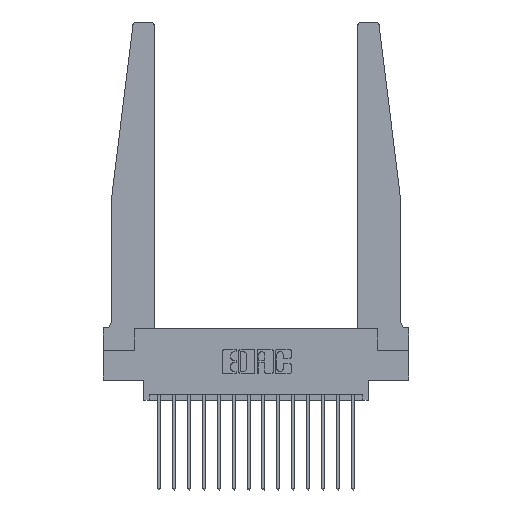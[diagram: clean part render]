
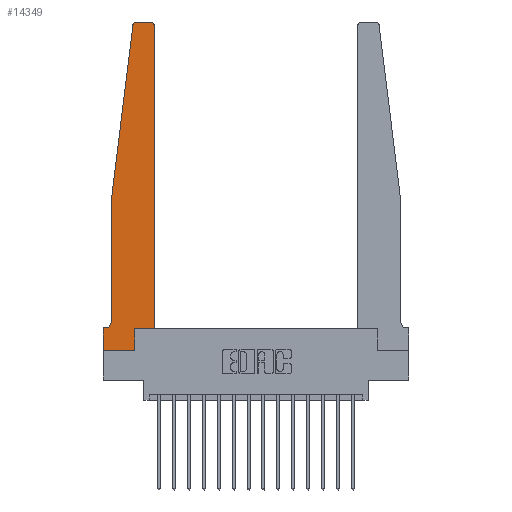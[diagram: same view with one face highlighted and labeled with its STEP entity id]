
A CAD part, top view. The second image highlights one B-rep face of the part: STEP entity #14349.
In plain terms, the highlighted planar face has unit normal (0, 0, 1).
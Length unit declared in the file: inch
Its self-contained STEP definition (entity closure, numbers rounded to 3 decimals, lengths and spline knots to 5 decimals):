
#180 = ORIENTED_EDGE ( 'NONE', *, *, #5902, .T. ) ;
#231 = AXIS2_PLACEMENT_3D ( 'NONE', #14500, #6227, #15878 ) ;
#567 = LINE ( 'NONE', #1123, #15246 ) ;
#596 = ORIENTED_EDGE ( 'NONE', *, *, #9282, .T. ) ;
#642 = CARTESIAN_POINT ( 'NONE',  ( 0.425, 2.72, 0.37 ) ) ;
#811 = DIRECTION ( 'NONE',  ( 1., 0., 0. ) ) ;
#813 = CARTESIAN_POINT ( 'NONE',  ( 0.065, 0.1875, 0.37 ) ) ;
#1123 = CARTESIAN_POINT ( 'NONE',  ( 0.2605, 0.18, 0.37 ) ) ;
#1648 = VECTOR ( 'NONE', #16689, 39.37008 ) ;
#1826 = CARTESIAN_POINT ( 'NONE',  ( 0.27653, 2.72, 0.37 ) ) ;
#1849 = CARTESIAN_POINT ( 'NONE',  ( 0., 0.1875, 0.37 ) ) ;
#2482 = DIRECTION ( 'NONE',  ( 0., 1., 0. ) ) ;
#2535 = VERTEX_POINT ( 'NONE', #16811 ) ;
#2594 = CARTESIAN_POINT ( 'NONE',  ( 0.395, 2.75, 0.37 ) ) ;
#2916 = CARTESIAN_POINT ( 'NONE',  ( 0.425, 0.18, 0.37 ) ) ;
#3172 = FACE_OUTER_BOUND ( 'NONE', #15566, .T. ) ;
#3195 = DIRECTION ( 'NONE',  ( 1., 0., 0. ) ) ;
#3361 = ORIENTED_EDGE ( 'NONE', *, *, #8052, .T. ) ;
#3372 = VERTEX_POINT ( 'NONE', #13412 ) ;
#3603 = DIRECTION ( 'NONE',  ( 1., 0., 0. ) ) ;
#4333 = CARTESIAN_POINT ( 'NONE',  ( 0., 0., 0.37 ) ) ;
#4437 = VERTEX_POINT ( 'NONE', #15727 ) ;
#4811 = CIRCLE ( 'NONE', #15385, 0.03 ) ;
#4851 = LINE ( 'NONE', #2916, #1648 ) ;
#4852 = LINE ( 'NONE', #11561, #15463 ) ;
#5214 = CARTESIAN_POINT ( 'NONE',  ( 0.24675, 2.72367, 0.37 ) ) ;
#5902 = EDGE_CURVE ( 'NONE', #3372, #16528, #4851, .T. ) ;
#5975 = LINE ( 'NONE', #17279, #9211 ) ;
#6227 = DIRECTION ( 'NONE',  ( 0., 0., -1. ) ) ;
#6506 = DIRECTION ( 'NONE',  ( 0., 0., 1. ) ) ;
#6673 = LINE ( 'NONE', #4333, #17225 ) ;
#6713 = VECTOR ( 'NONE', #13224, 39.37008 ) ;
#6833 = EDGE_CURVE ( 'NONE', #13707, #11237, #7722, .T. ) ;
#7285 = DIRECTION ( 'NONE',  ( 0., -1., 0. ) ) ;
#7619 = EDGE_CURVE ( 'NONE', #9102, #2535, #14393, .T. ) ;
#7637 = DIRECTION ( 'NONE',  ( -0.122, -0.992, 0. ) ) ;
#7722 = CIRCLE ( 'NONE', #231, 0.05 ) ;
#8052 = EDGE_CURVE ( 'NONE', #4437, #9290, #567, .T. ) ;
#8060 = CARTESIAN_POINT ( 'NONE',  ( 0.27653, 2.75, 0.37 ) ) ;
#8575 = ORIENTED_EDGE ( 'NONE', *, *, #14199, .T. ) ;
#8676 = CARTESIAN_POINT ( 'NONE',  ( 0., 0., 0.37 ) ) ;
#9060 = DIRECTION ( 'NONE',  ( 0., 0., 1. ) ) ;
#9102 = VERTEX_POINT ( 'NONE', #1849 ) ;
#9198 = CARTESIAN_POINT ( 'NONE',  ( 0.2605, 0.18, 0.37 ) ) ;
#9211 = VECTOR ( 'NONE', #7637, 39.37008 ) ;
#9232 = LINE ( 'NONE', #13566, #9683 ) ;
#9282 = EDGE_CURVE ( 'NONE', #16528, #14579, #4811, .T. ) ;
#9290 = VERTEX_POINT ( 'NONE', #9198 ) ;
#9462 = DIRECTION ( 'NONE',  ( 0., -1., 0. ) ) ;
#9683 = VECTOR ( 'NONE', #9462, 39.37008 ) ;
#9921 = DIRECTION ( 'NONE',  ( 1., 0., 0. ) ) ;
#10293 = VECTOR ( 'NONE', #7285, 39.37008 ) ;
#10405 = CARTESIAN_POINT ( 'NONE',  ( 0., 0.1875, 0.37 ) ) ;
#10814 = LINE ( 'NONE', #13284, #16836 ) ;
#10984 = VERTEX_POINT ( 'NONE', #8060 ) ;
#11237 = VERTEX_POINT ( 'NONE', #16908 ) ;
#11448 = EDGE_CURVE ( 'NONE', #11237, #9102, #17269, .T. ) ;
#11469 = EDGE_CURVE ( 'NONE', #9290, #3372, #10814, .T. ) ;
#11491 = DIRECTION ( 'NONE',  ( 0., 0., 1. ) ) ;
#11561 = CARTESIAN_POINT ( 'NONE',  ( 0.25, 2.75, 0.37 ) ) ;
#11805 = ORIENTED_EDGE ( 'NONE', *, *, #16473, .T. ) ;
#12674 = ORIENTED_EDGE ( 'NONE', *, *, #15619, .T. ) ;
#12700 = CIRCLE ( 'NONE', #14516, 0.03 ) ;
#12942 = DIRECTION ( 'NONE',  ( -1., 0., 0. ) ) ;
#13100 = ORIENTED_EDGE ( 'NONE', *, *, #6833, .T. ) ;
#13224 = DIRECTION ( 'NONE',  ( -1., 0., 0. ) ) ;
#13284 = CARTESIAN_POINT ( 'NONE',  ( 0.425, 0.18, 0.37 ) ) ;
#13309 = VERTEX_POINT ( 'NONE', #5214 ) ;
#13412 = CARTESIAN_POINT ( 'NONE',  ( 0.425, 0.18, 0.37 ) ) ;
#13566 = CARTESIAN_POINT ( 'NONE',  ( 0.065, 1.25, 0.37 ) ) ;
#13707 = VERTEX_POINT ( 'NONE', #16921 ) ;
#14109 = EDGE_CURVE ( 'NONE', #2535, #4437, #6673, .T. ) ;
#14199 = EDGE_CURVE ( 'NONE', #10984, #13309, #12700, .T. ) ;
#14349 = ADVANCED_FACE ( 'NONE', ( #3172 ), #17320, .T. ) ;
#14393 = LINE ( 'NONE', #8676, #10293 ) ;
#14405 = ORIENTED_EDGE ( 'NONE', *, *, #11469, .T. ) ;
#14500 = CARTESIAN_POINT ( 'NONE',  ( 0.015, 0.2375, 0.37 ) ) ;
#14516 = AXIS2_PLACEMENT_3D ( 'NONE', #1826, #11491, #3195 ) ;
#14579 = VERTEX_POINT ( 'NONE', #2594 ) ;
#14654 = CARTESIAN_POINT ( 'NONE',  ( 0.065, 1.25, 0.37 ) ) ;
#14766 = CARTESIAN_POINT ( 'NONE',  ( 0.395, 2.72, 0.37 ) ) ;
#15235 = EDGE_CURVE ( 'NONE', #16087, #13707, #9232, .T. ) ;
#15246 = VECTOR ( 'NONE', #2482, 39.37008 ) ;
#15385 = AXIS2_PLACEMENT_3D ( 'NONE', #14766, #6506, #16148 ) ;
#15463 = VECTOR ( 'NONE', #12942, 39.37008 ) ;
#15566 = EDGE_LOOP ( 'NONE', ( #11805, #8575, #12674, #16344, #13100, #16765, #17194, #17620, #3361, #14405, #180, #596 ) ) ;
#15619 = EDGE_CURVE ( 'NONE', #13309, #16087, #5975, .T. ) ;
#15727 = CARTESIAN_POINT ( 'NONE',  ( 0.2605, 0., 0.37 ) ) ;
#15878 = DIRECTION ( 'NONE',  ( -1., 0., 0. ) ) ;
#16087 = VERTEX_POINT ( 'NONE', #14654 ) ;
#16148 = DIRECTION ( 'NONE',  ( 1., 0., 0. ) ) ;
#16344 = ORIENTED_EDGE ( 'NONE', *, *, #15235, .T. ) ;
#16473 = EDGE_CURVE ( 'NONE', #14579, #10984, #4852, .T. ) ;
#16528 = VERTEX_POINT ( 'NONE', #642 ) ;
#16689 = DIRECTION ( 'NONE',  ( 0., 1., 0. ) ) ;
#16765 = ORIENTED_EDGE ( 'NONE', *, *, #11448, .T. ) ;
#16811 = CARTESIAN_POINT ( 'NONE',  ( 0., 0., 0.37 ) ) ;
#16836 = VECTOR ( 'NONE', #3603, 39.37008 ) ;
#16908 = CARTESIAN_POINT ( 'NONE',  ( 0.015, 0.1875, 0.37 ) ) ;
#16921 = CARTESIAN_POINT ( 'NONE',  ( 0.065, 0.2375, 0.37 ) ) ;
#17194 = ORIENTED_EDGE ( 'NONE', *, *, #7619, .T. ) ;
#17225 = VECTOR ( 'NONE', #9921, 39.37008 ) ;
#17269 = LINE ( 'NONE', #813, #6713 ) ;
#17279 = CARTESIAN_POINT ( 'NONE',  ( 0.065, 1.25, 0.37 ) ) ;
#17320 = PLANE ( 'NONE',  #17842 ) ;
#17620 = ORIENTED_EDGE ( 'NONE', *, *, #14109, .T. ) ;
#17842 = AXIS2_PLACEMENT_3D ( 'NONE', #10405, #9060, #811 ) ;
